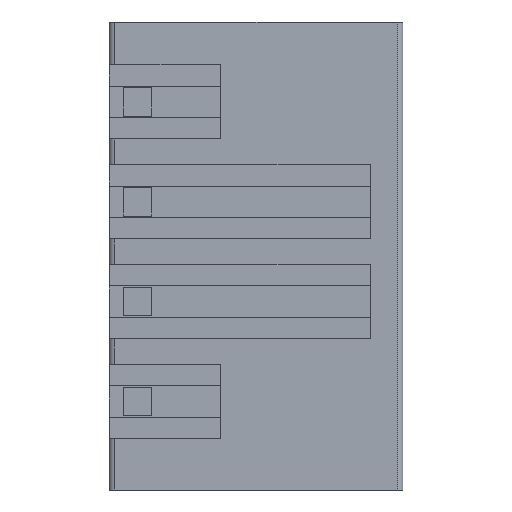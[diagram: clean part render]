
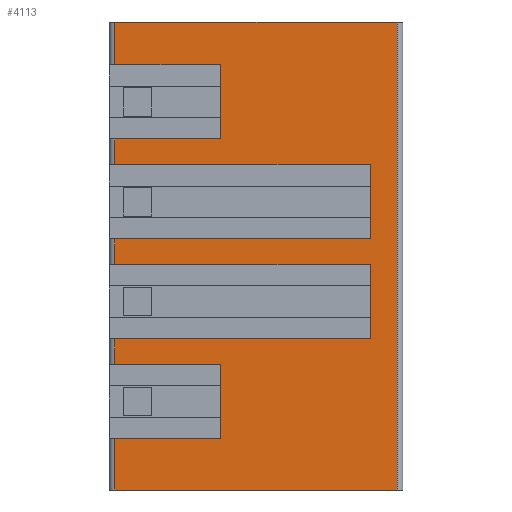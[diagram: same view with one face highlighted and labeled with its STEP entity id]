
A CAD part, front view. The second image highlights one B-rep face of the part: STEP entity #4113.
In plain terms, the highlighted planar face has unit normal (0, -1, 0).
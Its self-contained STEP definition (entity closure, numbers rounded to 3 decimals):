
#216=ORIENTED_EDGE('',*,*,#1092,.F.);
#217=ORIENTED_EDGE('',*,*,#1093,.T.);
#218=ORIENTED_EDGE('',*,*,#1094,.T.);
#219=ORIENTED_EDGE('',*,*,#1091,.T.);
#220=ORIENTED_EDGE('',*,*,#1095,.F.);
#221=ORIENTED_EDGE('',*,*,#1096,.T.);
#222=ORIENTED_EDGE('',*,*,#1097,.T.);
#223=ORIENTED_EDGE('',*,*,#1098,.T.);
#224=ORIENTED_EDGE('',*,*,#1099,.F.);
#225=ORIENTED_EDGE('',*,*,#1100,.T.);
#226=ORIENTED_EDGE('',*,*,#1101,.T.);
#227=ORIENTED_EDGE('',*,*,#1102,.T.);
#228=ORIENTED_EDGE('',*,*,#1084,.T.);
#229=ORIENTED_EDGE('',*,*,#1103,.F.);
#230=ORIENTED_EDGE('',*,*,#1070,.F.);
#231=ORIENTED_EDGE('',*,*,#1104,.T.);
#232=ORIENTED_EDGE('',*,*,#1105,.F.);
#233=ORIENTED_EDGE('',*,*,#1106,.T.);
#234=ORIENTED_EDGE('',*,*,#1107,.T.);
#235=ORIENTED_EDGE('',*,*,#1087,.T.);
#1070=EDGE_CURVE('',#1509,#1510,#1804,.T.);
#1084=EDGE_CURVE('',#1522,#1521,#1812,.T.);
#1087=EDGE_CURVE('',#1524,#1523,#1813,.T.);
#1091=EDGE_CURVE('',#1525,#1526,#1814,.T.);
#1092=EDGE_CURVE('',#1527,#1523,#1815,.T.);
#1093=EDGE_CURVE('',#1527,#1528,#1816,.T.);
#1094=EDGE_CURVE('',#1528,#1525,#1817,.T.);
#1095=EDGE_CURVE('',#1529,#1526,#1818,.T.);
#1096=EDGE_CURVE('',#1529,#1530,#1819,.T.);
#1097=EDGE_CURVE('',#1530,#1531,#1820,.T.);
#1098=EDGE_CURVE('',#1531,#1532,#1821,.T.);
#1099=EDGE_CURVE('',#1533,#1532,#1822,.T.);
#1100=EDGE_CURVE('',#1533,#1534,#1823,.T.);
#1101=EDGE_CURVE('',#1534,#1535,#1824,.T.);
#1102=EDGE_CURVE('',#1535,#1522,#1825,.T.);
#1103=EDGE_CURVE('',#1510,#1521,#1826,.T.);
#1104=EDGE_CURVE('',#1509,#1536,#1827,.T.);
#1105=EDGE_CURVE('',#1537,#1536,#1828,.T.);
#1106=EDGE_CURVE('',#1537,#1538,#1829,.T.);
#1107=EDGE_CURVE('',#1538,#1524,#1830,.T.);
#1509=VERTEX_POINT('',#5501);
#1510=VERTEX_POINT('',#5503);
#1521=VERTEX_POINT('',#5528);
#1522=VERTEX_POINT('',#5530);
#1523=VERTEX_POINT('',#5534);
#1524=VERTEX_POINT('',#5536);
#1525=VERTEX_POINT('',#5540);
#1526=VERTEX_POINT('',#5542);
#1527=VERTEX_POINT('',#5546);
#1528=VERTEX_POINT('',#5548);
#1529=VERTEX_POINT('',#5551);
#1530=VERTEX_POINT('',#5553);
#1531=VERTEX_POINT('',#5555);
#1532=VERTEX_POINT('',#5557);
#1533=VERTEX_POINT('',#5559);
#1534=VERTEX_POINT('',#5561);
#1535=VERTEX_POINT('',#5563);
#1536=VERTEX_POINT('',#5567);
#1537=VERTEX_POINT('',#5569);
#1538=VERTEX_POINT('',#5571);
#1804=LINE('',#5502,#2221);
#1812=LINE('',#5529,#2229);
#1813=LINE('',#5535,#2230);
#1814=LINE('',#5543,#2231);
#1815=LINE('',#5545,#2232);
#1816=LINE('',#5547,#2233);
#1817=LINE('',#5549,#2234);
#1818=LINE('',#5550,#2235);
#1819=LINE('',#5552,#2236);
#1820=LINE('',#5554,#2237);
#1821=LINE('',#5556,#2238);
#1822=LINE('',#5558,#2239);
#1823=LINE('',#5560,#2240);
#1824=LINE('',#5562,#2241);
#1825=LINE('',#5564,#2242);
#1826=LINE('',#5565,#2243);
#1827=LINE('',#5566,#2244);
#1828=LINE('',#5568,#2245);
#1829=LINE('',#5570,#2246);
#1830=LINE('',#5572,#2247);
#2221=VECTOR('',#4597,1000.);
#2229=VECTOR('',#4619,1000.);
#2230=VECTOR('',#4626,1000.);
#2231=VECTOR('',#4635,1000.);
#2232=VECTOR('',#4638,1000.);
#2233=VECTOR('',#4639,1000.);
#2234=VECTOR('',#4640,1000.);
#2235=VECTOR('',#4641,1000.);
#2236=VECTOR('',#4642,1000.);
#2237=VECTOR('',#4643,1000.);
#2238=VECTOR('',#4644,1000.);
#2239=VECTOR('',#4645,1000.);
#2240=VECTOR('',#4646,1000.);
#2241=VECTOR('',#4647,1000.);
#2242=VECTOR('',#4648,1000.);
#2243=VECTOR('',#4649,1000.);
#2244=VECTOR('',#4650,1000.);
#2245=VECTOR('',#4651,1000.);
#2246=VECTOR('',#4652,1000.);
#2247=VECTOR('',#4653,1000.);
#2525=EDGE_LOOP('',(#216,#217,#218,#219,#220,#221,#222,#223,#224,#225,#226,
#227,#228,#229,#230,#231,#232,#233,#234,#235));
#2696=FACE_BOUND('',#2525,.T.);
#2857=PLANE('',#4288);
#4113=ADVANCED_FACE('',(#2696),#2857,.F.);
#4288=AXIS2_PLACEMENT_3D('',#5544,#4636,#4637);
#4597=DIRECTION('',(1.,0.,0.));
#4619=DIRECTION('',(1.,0.,0.));
#4626=DIRECTION('',(0.,0.,-1.));
#4635=DIRECTION('',(0.,0.,-1.));
#4636=DIRECTION('',(0.,1.,0.));
#4637=DIRECTION('',(0.,0.,1.));
#4638=DIRECTION('',(-1.,0.,0.));
#4639=DIRECTION('',(0.,0.,-1.));
#4640=DIRECTION('',(-1.,0.,0.));
#4641=DIRECTION('',(-1.,0.,0.));
#4642=DIRECTION('',(0.,0.,-1.));
#4643=DIRECTION('',(-1.,0.,0.));
#4644=DIRECTION('',(0.,0.,-1.));
#4645=DIRECTION('',(-1.,0.,0.));
#4646=DIRECTION('',(0.,0.,-1.));
#4647=DIRECTION('',(-1.,0.,0.));
#4648=DIRECTION('',(0.,0.,-1.));
#4649=DIRECTION('',(0.,0.,-1.));
#4650=DIRECTION('',(0.,0.,-1.));
#4651=DIRECTION('',(-1.,0.,0.));
#4652=DIRECTION('',(0.,0.,-1.));
#4653=DIRECTION('',(-1.,0.,0.));
#5501=CARTESIAN_POINT('',(-0.8,0.,16.4));
#5502=CARTESIAN_POINT('',(-0.8,0.,16.4));
#5503=CARTESIAN_POINT('',(9.1,0.,16.4));
#5528=CARTESIAN_POINT('',(9.1,0.,0.));
#5529=CARTESIAN_POINT('',(-0.8,0.,0.));
#5530=CARTESIAN_POINT('',(-0.8,0.,0.));
#5534=CARTESIAN_POINT('',(-0.8,0.,11.4));
#5535=CARTESIAN_POINT('',(-0.8,0.,16.4));
#5536=CARTESIAN_POINT('',(-0.8,0.,12.3));
#5540=CARTESIAN_POINT('',(-0.8,0.,8.8));
#5542=CARTESIAN_POINT('',(-0.8,0.,7.9));
#5543=CARTESIAN_POINT('',(-0.8,0.,16.4));
#5544=CARTESIAN_POINT('',(-0.8,0.,16.4));
#5545=CARTESIAN_POINT('',(8.15,0.,11.4));
#5546=CARTESIAN_POINT('',(8.15,0.,11.4));
#5547=CARTESIAN_POINT('',(8.15,0.,11.4));
#5548=CARTESIAN_POINT('',(8.15,0.,8.8));
#5549=CARTESIAN_POINT('',(8.15,0.,8.8));
#5550=CARTESIAN_POINT('',(8.15,0.,7.9));
#5551=CARTESIAN_POINT('',(8.15,0.,7.9));
#5552=CARTESIAN_POINT('',(8.15,0.,7.9));
#5553=CARTESIAN_POINT('',(8.15,0.,5.3));
#5554=CARTESIAN_POINT('',(8.15,0.,5.3));
#5555=CARTESIAN_POINT('',(-0.8,0.,5.3));
#5556=CARTESIAN_POINT('',(-0.8,0.,16.4));
#5557=CARTESIAN_POINT('',(-0.8,0.,4.4));
#5558=CARTESIAN_POINT('',(2.9,0.,4.4));
#5559=CARTESIAN_POINT('',(2.9,0.,4.4));
#5560=CARTESIAN_POINT('',(2.9,0.,4.4));
#5561=CARTESIAN_POINT('',(2.9,0.,1.8));
#5562=CARTESIAN_POINT('',(2.9,0.,1.8));
#5563=CARTESIAN_POINT('',(-0.8,0.,1.8));
#5564=CARTESIAN_POINT('',(-0.8,0.,16.4));
#5565=CARTESIAN_POINT('',(9.1,0.,16.4));
#5566=CARTESIAN_POINT('',(-0.8,0.,16.4));
#5567=CARTESIAN_POINT('',(-0.8,0.,14.9));
#5568=CARTESIAN_POINT('',(2.9,0.,14.9));
#5569=CARTESIAN_POINT('',(2.9,0.,14.9));
#5570=CARTESIAN_POINT('',(2.9,0.,14.9));
#5571=CARTESIAN_POINT('',(2.9,0.,12.3));
#5572=CARTESIAN_POINT('',(2.9,0.,12.3));
